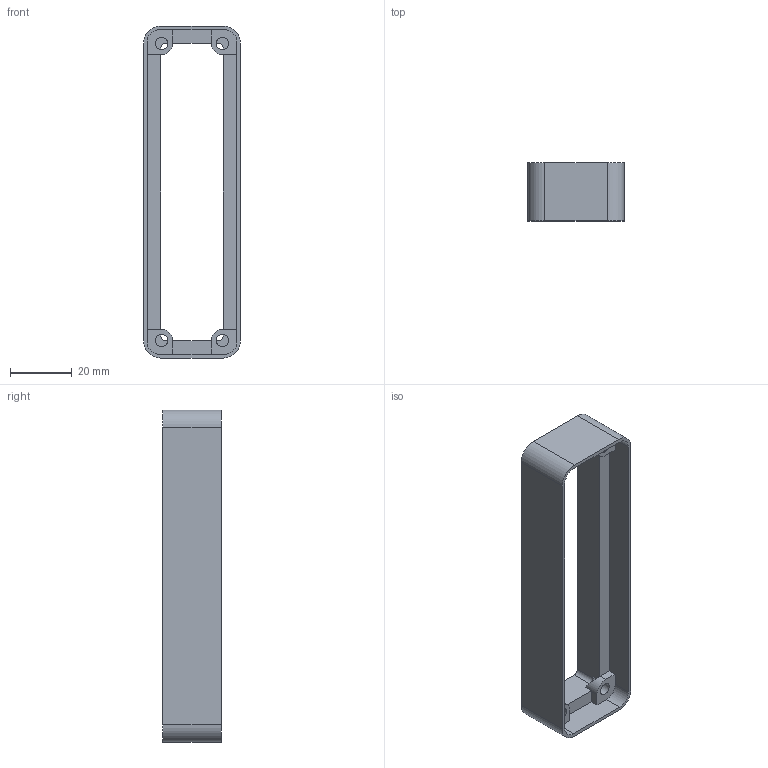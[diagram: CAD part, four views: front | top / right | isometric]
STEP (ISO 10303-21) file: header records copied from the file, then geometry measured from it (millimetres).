
FILE_DESCRIPTION(/* description */ (''),/* implementation_level */ '2;1');
FILE_NAME(/* name */ 'Case.step',/* time_stamp */ '2023-07-30T11:15:37+02:00',/* author */ (''),/* organization */ (''),/* preprocessor_version */ 'ST-DEVELOPER v20',/* originating_system */ 'Autodesk Translation Framework v12.9.0.99',/* authorisation */ '');
FILE_SCHEMA (('AUTOMOTIVE_DESIGN { 1 0 10303 214 3 1 1 }'));
Length unit declared in the file: millimetre
Products named in the file (1): Case
Bounding box: 31.4 x 18.8 x 107.4 mm (x, y, z)
Volume: 17538.1 mm3; surface area: 12743.7 mm2
Topology: 1 solids, 1 shells, 62 faces, 192 edges, 128 vertices
Faces by surface type: plane 42, cylinder 20
Full cylindrical faces by diameter (mm): 4 x4
Entity records: 2209 total; most frequent: ORIENTED_EDGE 384, CARTESIAN_POINT 383, DIRECTION 378, EDGE_CURVE 192, LINE 132, VECTOR 132, VERTEX_POINT 128, AXIS2_PLACEMENT_3D 123
